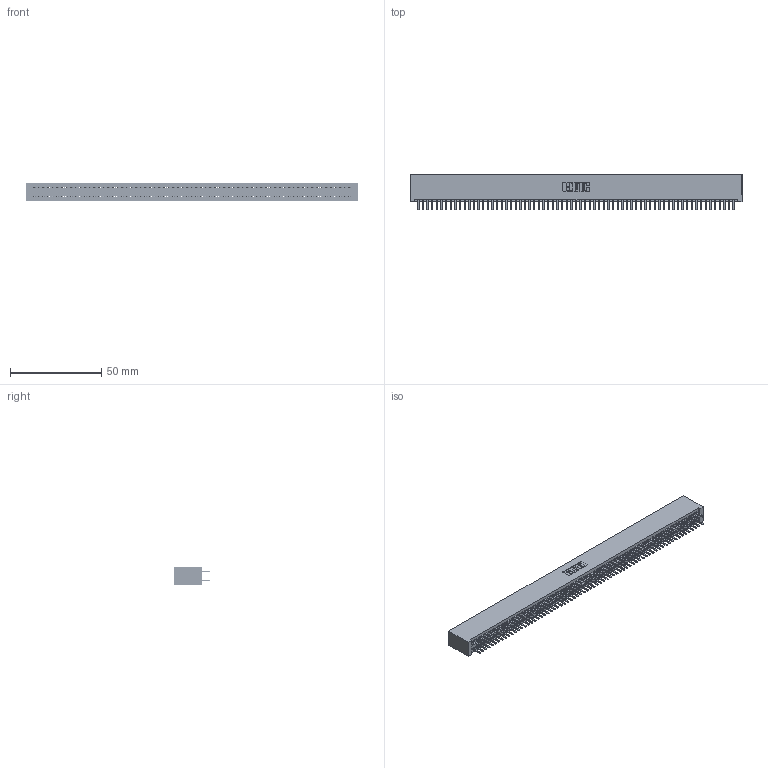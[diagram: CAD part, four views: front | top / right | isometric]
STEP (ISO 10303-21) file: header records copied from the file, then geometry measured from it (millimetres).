
FILE_DESCRIPTION (( 'STEP AP203' ), '1' );
FILE_NAME ('395-138-520-201.STEP', '2018-12-05T12:21:43', ( '' ), ( '' ), 'SwSTEP 2.0', 'SolidWorks 2016', '' );
FILE_SCHEMA (( 'CONFIG_CONTROL_DESIGN' ));
Length unit declared in the file: inch
Products named in the file (3): 395-138-520-201; 345-292-001_345-293-120; 345 Part_No Mounting Lugs
Assembly tree (139 placements, depth 2):
  395-138-520-201
    345 Part_No Mounting Lugs
    345-292-001_345-293-120  x138
Bounding box: 181.86 x 19.68 x 9.4 mm (x, y, z)
Volume: 18472.3 mm3; surface area: 28002.4 mm2
Topology: 139 solids, 139 shells, 7570 faces, 21983 edges, 14286 vertices
Faces by surface type: plane 4906, cylinder 2664
Entity records: 50341 total; most frequent: CARTESIAN_POINT 8424, ORIENTED_EDGE 8346, DIRECTION 7377, EDGE_CURVE 4173, VECTOR 3769, LINE 3769, VERTEX_POINT 2778, AXIS2_PLACEMENT_3D 1804
